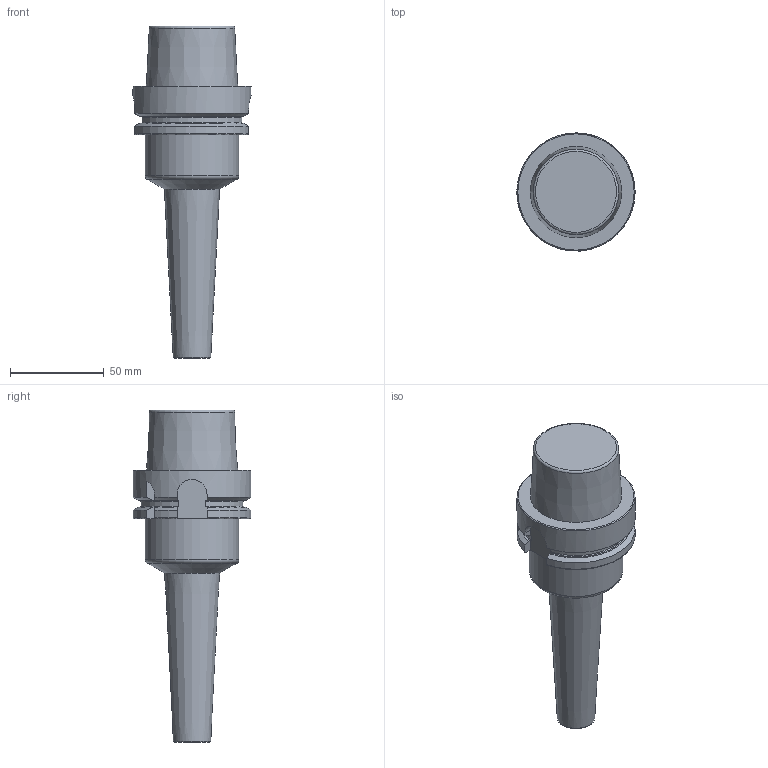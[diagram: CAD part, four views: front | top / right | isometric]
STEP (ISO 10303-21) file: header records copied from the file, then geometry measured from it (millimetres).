
FILE_DESCRIPTION(/* description */ (''),/* implementation_level */ '2;1');
FILE_NAME(/* name */ 'HSKA63-HCS06-145.stp',/* time_stamp */ '2022-02-11T12:14:48+06:00',/* author */ (''),/* organization */ (''),/* preprocessor_version */ 'ST-DEVELOPER v16.7',/* originating_system */ 'SIEMENS PLM Software NX 12.0',/* authorisation */ '');
FILE_SCHEMA (('AUTOMOTIVE_DESIGN { 1 0 10303 214 3 1 1 1 }'));
Length unit declared in the file: millimetre
Products named in the file (1): inpu8E406E6A32bh
Bounding box: 63 x 62.91 x 177 mm (x, y, z)
Volume: 226273.1 mm3; surface area: 27529.5 mm2
Topology: 1 solids, 1 shells, 56 faces, 148 edges, 100 vertices
Faces by surface type: plane 24, cylinder 12, torus 10, cone 10
Full cylindrical faces by diameter (mm): 6 x1, 50 x1, 63 x1
Entity records: 1975 total; most frequent: CARTESIAN_POINT 602, ORIENTED_EDGE 276, DIRECTION 266, EDGE_CURVE 138, AXIS2_PLACEMENT_3D 106, VERTEX_POINT 95, EDGE_LOOP 67, ADVANCED_FACE 56
